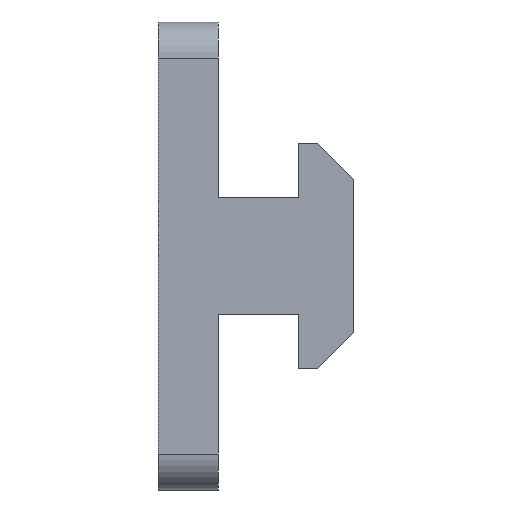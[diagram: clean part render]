
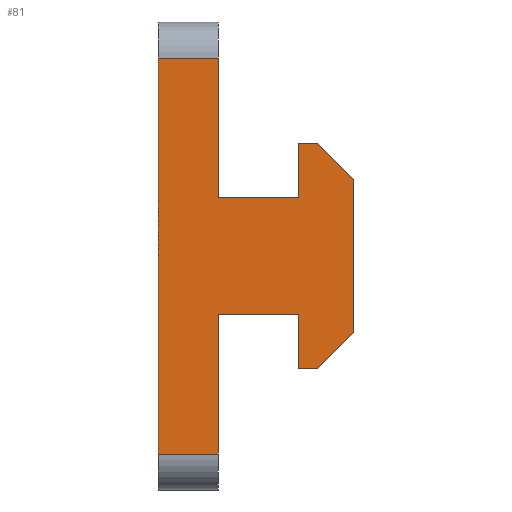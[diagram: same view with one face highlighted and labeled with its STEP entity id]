
A CAD part, left-side view. The second image highlights one B-rep face of the part: STEP entity #81.
In plain terms, the highlighted planar face has unit normal (-1, 0, 0).
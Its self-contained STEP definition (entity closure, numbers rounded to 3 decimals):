
#12 = CARTESIAN_POINT ( 'NONE',  ( -40., -5., -16.5 ) ) ;
#44 = LINE ( 'NONE', #93, #410 ) ;
#74 = CARTESIAN_POINT ( 'NONE',  ( -40., -114.779, -9.4 ) ) ;
#80 = DIRECTION ( 'NONE',  ( 0., 0., 1. ) ) ;
#81 = ADVANCED_FACE ( 'NONE', ( #993 ), #330, .T. ) ;
#82 = EDGE_CURVE ( 'NONE', #139, #1600, #109, .T. ) ;
#86 = LINE ( 'NONE', #1115, #1387 ) ;
#93 = CARTESIAN_POINT ( 'NONE',  ( -40., -5., 16.5 ) ) ;
#100 = CARTESIAN_POINT ( 'NONE',  ( -40., -5., 4.9 ) ) ;
#109 = LINE ( 'NONE', #74, #616 ) ;
#119 = VERTEX_POINT ( 'NONE', #1510 ) ;
#122 = CARTESIAN_POINT ( 'NONE',  ( -40., -16.3, 6.4 ) ) ;
#129 = LINE ( 'NONE', #599, #1468 ) ;
#135 = VERTEX_POINT ( 'NONE', #1381 ) ;
#137 = DIRECTION ( 'NONE',  ( 0., -1., 0. ) ) ;
#139 = VERTEX_POINT ( 'NONE', #1240 ) ;
#188 = CARTESIAN_POINT ( 'NONE',  ( -40., -5., -19.5 ) ) ;
#205 = DIRECTION ( 'NONE',  ( 0., -0.707, 0.707 ) ) ;
#218 = VERTEX_POINT ( 'NONE', #609 ) ;
#226 = CARTESIAN_POINT ( 'NONE',  ( -40., -114.779, 9.4 ) ) ;
#233 = LINE ( 'NONE', #821, #1489 ) ;
#256 = CARTESIAN_POINT ( 'NONE',  ( -40., -11.7, 9.4 ) ) ;
#280 = ORIENTED_EDGE ( 'NONE', *, *, #1661, .T. ) ;
#288 = DIRECTION ( 'NONE',  ( 0., 0., -1. ) ) ;
#296 = VERTEX_POINT ( 'NONE', #256 ) ;
#315 = VECTOR ( 'NONE', #974, 1000. ) ;
#325 = DIRECTION ( 'NONE',  ( 0., -1., 0. ) ) ;
#330 = PLANE ( 'NONE',  #863 ) ;
#338 = ORIENTED_EDGE ( 'NONE', *, *, #796, .T. ) ;
#346 = DIRECTION ( 'NONE',  ( 0., 1., 0. ) ) ;
#410 = VECTOR ( 'NONE', #1671, 1000. ) ;
#441 = CARTESIAN_POINT ( 'NONE',  ( -40., 0., 0. ) ) ;
#448 = VECTOR ( 'NONE', #1013, 1000. ) ;
#478 = EDGE_CURVE ( 'NONE', #1625, #683, #1467, .T. ) ;
#516 = DIRECTION ( 'NONE',  ( 0., 0.707, 0.707 ) ) ;
#520 = VERTEX_POINT ( 'NONE', #1060 ) ;
#534 = LINE ( 'NONE', #226, #315 ) ;
#538 = CARTESIAN_POINT ( 'NONE',  ( -40., -5., -4.9 ) ) ;
#549 = LINE ( 'NONE', #441, #1465 ) ;
#592 = LINE ( 'NONE', #983, #1364 ) ;
#599 = CARTESIAN_POINT ( 'NONE',  ( -40., -5., -4.9 ) ) ;
#609 = CARTESIAN_POINT ( 'NONE',  ( -40., 0., -16.5 ) ) ;
#616 = VECTOR ( 'NONE', #325, 1000. ) ;
#631 = EDGE_CURVE ( 'NONE', #296, #1649, #233, .T. ) ;
#671 = DIRECTION ( 'NONE',  ( 0., 0., 1. ) ) ;
#672 = LINE ( 'NONE', #1411, #448 ) ;
#677 = ORIENTED_EDGE ( 'NONE', *, *, #1138, .T. ) ;
#680 = EDGE_LOOP ( 'NONE', ( #1046, #997, #1100, #1168, #338, #677, #1192, #1503, #280, #1462, #813, #1396, #1412, #765 ) ) ;
#683 = VERTEX_POINT ( 'NONE', #981 ) ;
#710 = LINE ( 'NONE', #12, #1684 ) ;
#728 = CARTESIAN_POINT ( 'NONE',  ( -40., -11.7, 4.9 ) ) ;
#758 = EDGE_CURVE ( 'NONE', #119, #296, #534, .T. ) ;
#765 = ORIENTED_EDGE ( 'NONE', *, *, #1117, .T. ) ;
#792 = CARTESIAN_POINT ( 'NONE',  ( -40., -16.3, -6.4 ) ) ;
#796 = EDGE_CURVE ( 'NONE', #1058, #1591, #672, .T. ) ;
#807 = VECTOR ( 'NONE', #288, 1000. ) ;
#813 = ORIENTED_EDGE ( 'NONE', *, *, #1519, .T. ) ;
#821 = CARTESIAN_POINT ( 'NONE',  ( -40., -11.7, -19.5 ) ) ;
#827 = DIRECTION ( 'NONE',  ( -1., 0., 0. ) ) ;
#841 = DIRECTION ( 'NONE',  ( 0., 0., 1. ) ) ;
#863 = AXIS2_PLACEMENT_3D ( 'NONE', #188, #827, #841 ) ;
#879 = VERTEX_POINT ( 'NONE', #100 ) ;
#907 = VECTOR ( 'NONE', #516, 1000. ) ;
#940 = DIRECTION ( 'NONE',  ( 0., 0., -1. ) ) ;
#963 = EDGE_CURVE ( 'NONE', #218, #1058, #710, .T. ) ;
#974 = DIRECTION ( 'NONE',  ( 0., 1., 0. ) ) ;
#981 = CARTESIAN_POINT ( 'NONE',  ( -40., -16.3, 6.4 ) ) ;
#983 = CARTESIAN_POINT ( 'NONE',  ( -40., -13.3, -9.4 ) ) ;
#988 = CARTESIAN_POINT ( 'NONE',  ( -40., 0., 16.5 ) ) ;
#992 = VECTOR ( 'NONE', #80, 1000. ) ;
#993 = FACE_OUTER_BOUND ( 'NONE', #680, .T. ) ;
#997 = ORIENTED_EDGE ( 'NONE', *, *, #1249, .F. ) ;
#1013 = DIRECTION ( 'NONE',  ( 0., 0., 1. ) ) ;
#1037 = LINE ( 'NONE', #1651, #992 ) ;
#1046 = ORIENTED_EDGE ( 'NONE', *, *, #1184, .T. ) ;
#1058 = VERTEX_POINT ( 'NONE', #1211 ) ;
#1060 = CARTESIAN_POINT ( 'NONE',  ( -40., -11.7, -4.9 ) ) ;
#1074 = LINE ( 'NONE', #1623, #807 ) ;
#1100 = ORIENTED_EDGE ( 'NONE', *, *, #1565, .F. ) ;
#1115 = CARTESIAN_POINT ( 'NONE',  ( -40., -5., 4.9 ) ) ;
#1117 = EDGE_CURVE ( 'NONE', #1649, #879, #86, .T. ) ;
#1138 = EDGE_CURVE ( 'NONE', #1591, #520, #129, .T. ) ;
#1161 = LINE ( 'NONE', #122, #907 ) ;
#1168 = ORIENTED_EDGE ( 'NONE', *, *, #963, .T. ) ;
#1184 = EDGE_CURVE ( 'NONE', #879, #135, #1037, .T. ) ;
#1187 = CARTESIAN_POINT ( 'NONE',  ( -40., -13.3, -9.4 ) ) ;
#1192 = ORIENTED_EDGE ( 'NONE', *, *, #1539, .T. ) ;
#1211 = CARTESIAN_POINT ( 'NONE',  ( -40., -5., -16.5 ) ) ;
#1240 = CARTESIAN_POINT ( 'NONE',  ( -40., -11.7, -9.4 ) ) ;
#1249 = EDGE_CURVE ( 'NONE', #1294, #135, #44, .T. ) ;
#1294 = VERTEX_POINT ( 'NONE', #988 ) ;
#1306 = CARTESIAN_POINT ( 'NONE',  ( -40., -16.3, -19.5 ) ) ;
#1320 = DIRECTION ( 'NONE',  ( 0., 0., 1. ) ) ;
#1364 = VECTOR ( 'NONE', #205, 1000. ) ;
#1381 = CARTESIAN_POINT ( 'NONE',  ( -40., -5., 16.5 ) ) ;
#1387 = VECTOR ( 'NONE', #346, 1000. ) ;
#1396 = ORIENTED_EDGE ( 'NONE', *, *, #758, .T. ) ;
#1411 = CARTESIAN_POINT ( 'NONE',  ( -40., -5., -19.5 ) ) ;
#1412 = ORIENTED_EDGE ( 'NONE', *, *, #631, .T. ) ;
#1427 = VECTOR ( 'NONE', #1320, 1000. ) ;
#1462 = ORIENTED_EDGE ( 'NONE', *, *, #478, .T. ) ;
#1465 = VECTOR ( 'NONE', #671, 1000. ) ;
#1467 = LINE ( 'NONE', #1306, #1427 ) ;
#1468 = VECTOR ( 'NONE', #1516, 1000. ) ;
#1489 = VECTOR ( 'NONE', #940, 1000. ) ;
#1503 = ORIENTED_EDGE ( 'NONE', *, *, #82, .T. ) ;
#1510 = CARTESIAN_POINT ( 'NONE',  ( -40., -13.3, 9.4 ) ) ;
#1516 = DIRECTION ( 'NONE',  ( 0., -1., 0. ) ) ;
#1519 = EDGE_CURVE ( 'NONE', #683, #119, #1161, .T. ) ;
#1539 = EDGE_CURVE ( 'NONE', #520, #139, #1074, .T. ) ;
#1565 = EDGE_CURVE ( 'NONE', #218, #1294, #549, .T. ) ;
#1591 = VERTEX_POINT ( 'NONE', #538 ) ;
#1600 = VERTEX_POINT ( 'NONE', #1187 ) ;
#1623 = CARTESIAN_POINT ( 'NONE',  ( -40., -11.7, -19.5 ) ) ;
#1625 = VERTEX_POINT ( 'NONE', #792 ) ;
#1649 = VERTEX_POINT ( 'NONE', #728 ) ;
#1651 = CARTESIAN_POINT ( 'NONE',  ( -40., -5., -19.5 ) ) ;
#1661 = EDGE_CURVE ( 'NONE', #1600, #1625, #592, .T. ) ;
#1671 = DIRECTION ( 'NONE',  ( 0., -1., 0. ) ) ;
#1684 = VECTOR ( 'NONE', #137, 1000. ) ;
